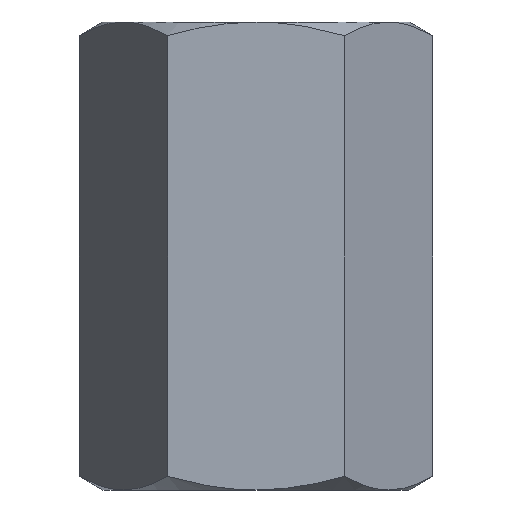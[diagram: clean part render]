
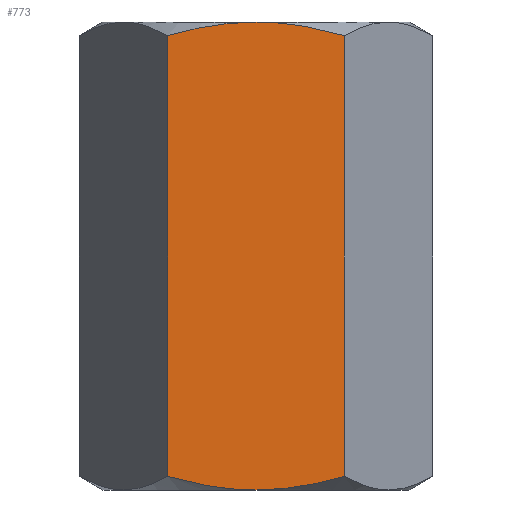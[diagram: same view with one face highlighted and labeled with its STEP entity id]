
A CAD part, left-side view. The second image highlights one B-rep face of the part: STEP entity #773.
In plain terms, the highlighted planar face has unit normal (-1, 0, 0).
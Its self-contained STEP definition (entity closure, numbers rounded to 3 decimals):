
#171=CARTESIAN_POINT('',(-8.5,0.0,0.0));
#172=VERTEX_POINT('',#171);
#238=CARTESIAN_POINT('',(-8.5,0.0,26.0));
#239=VERTEX_POINT('',#238);
#403=CARTESIAN_POINT('',(-8.5,-4.907,25.241));
#404=VERTEX_POINT('',#403);
#419=CARTESIAN_POINT('',(-8.5,-4.907,25.241));
#420=CARTESIAN_POINT('',(-8.5,-2.278,26.));
#421=CARTESIAN_POINT('',(-8.5,0.0,26.0));
#429=(BOUNDED_CURVE()B_SPLINE_CURVE(2,(#419,#420,#421),.UNSPECIFIED.,.F.,.U.)B_SPLINE_CURVE_WITH_KNOTS((3,3),(0.611,1.207),.UNSPECIFIED.)CURVE()GEOMETRIC_REPRESENTATION_ITEM()RATIONAL_B_SPLINE_CURVE((1.079,1.078,1.0))REPRESENTATION_ITEM(''));
#430=EDGE_CURVE('',#404,#239,#429,.T.);
#440=CARTESIAN_POINT('',(-8.5,4.907,25.241));
#441=VERTEX_POINT('',#440);
#442=CARTESIAN_POINT('',(-8.5,0.0,26.0));
#443=CARTESIAN_POINT('',(-8.5,2.278,26.));
#444=CARTESIAN_POINT('',(-8.5,4.907,25.241));
#452=(BOUNDED_CURVE()B_SPLINE_CURVE(2,(#442,#443,#444),.UNSPECIFIED.,.F.,.U.)B_SPLINE_CURVE_WITH_KNOTS((3,3),(1.207,1.803),.UNSPECIFIED.)CURVE()GEOMETRIC_REPRESENTATION_ITEM()RATIONAL_B_SPLINE_CURVE((1.0,1.078,1.079))REPRESENTATION_ITEM(''));
#453=EDGE_CURVE('',#239,#441,#452,.T.);
#551=CARTESIAN_POINT('',(-8.5,4.907,0.759));
#552=VERTEX_POINT('',#551);
#553=CARTESIAN_POINT('',(-8.5,4.907,0.759));
#554=CARTESIAN_POINT('',(-8.5,2.278,0.));
#555=CARTESIAN_POINT('',(-8.5,0.0,0.0));
#563=(BOUNDED_CURVE()B_SPLINE_CURVE(2,(#553,#554,#555),.UNSPECIFIED.,.F.,.U.)B_SPLINE_CURVE_WITH_KNOTS((3,3),(0.611,1.207),.UNSPECIFIED.)CURVE()GEOMETRIC_REPRESENTATION_ITEM()RATIONAL_B_SPLINE_CURVE((1.079,1.078,1.0))REPRESENTATION_ITEM(''));
#564=EDGE_CURVE('',#552,#172,#563,.T.);
#588=CARTESIAN_POINT('',(-8.5,-4.907,0.759));
#589=VERTEX_POINT('',#588);
#590=CARTESIAN_POINT('',(-8.5,0.0,0.0));
#591=CARTESIAN_POINT('',(-8.5,-2.278,0.));
#592=CARTESIAN_POINT('',(-8.5,-4.907,0.759));
#600=(BOUNDED_CURVE()B_SPLINE_CURVE(2,(#590,#591,#592),.UNSPECIFIED.,.F.,.U.)B_SPLINE_CURVE_WITH_KNOTS((3,3),(1.207,1.803),.UNSPECIFIED.)CURVE()GEOMETRIC_REPRESENTATION_ITEM()RATIONAL_B_SPLINE_CURVE((1.0,1.078,1.079))REPRESENTATION_ITEM(''));
#601=EDGE_CURVE('',#172,#589,#600,.T.);
#738=CARTESIAN_POINT('',(-8.5,-4.907,0.759));
#739=DIRECTION('',(0.0,0.0,1.0));
#740=VECTOR('',#739,24.482);
#741=LINE('',#738,#740);
#742=EDGE_CURVE('',#589,#404,#741,.T.);
#755=CARTESIAN_POINT('',(-8.5,-4.907,0.0));
#756=DIRECTION('',(-1.0,0.0,0.0));
#757=DIRECTION('',(0.0,0.0,1.0));
#758=AXIS2_PLACEMENT_3D('',#755,#756,#757);
#759=PLANE('',#758);
#760=ORIENTED_EDGE('',*,*,#430,.T.);
#761=ORIENTED_EDGE('',*,*,#453,.T.);
#762=CARTESIAN_POINT('',(-8.5,4.907,0.759));
#763=DIRECTION('',(0.0,0.0,1.0));
#764=VECTOR('',#763,24.482);
#765=LINE('',#762,#764);
#766=EDGE_CURVE('',#552,#441,#765,.T.);
#767=ORIENTED_EDGE('',*,*,#766,.F.);
#768=ORIENTED_EDGE('',*,*,#564,.T.);
#769=ORIENTED_EDGE('',*,*,#601,.T.);
#770=ORIENTED_EDGE('',*,*,#742,.T.);
#771=EDGE_LOOP('',(#760,#761,#767,#768,#769,#770));
#772=FACE_OUTER_BOUND('',#771,.T.);
#773=ADVANCED_FACE('',(#772),#759,.T.);
